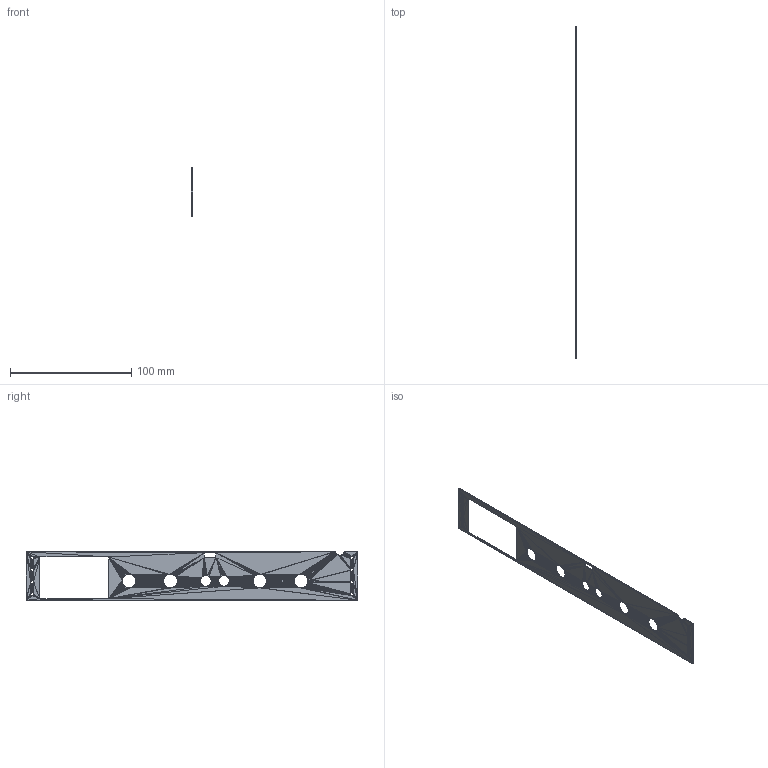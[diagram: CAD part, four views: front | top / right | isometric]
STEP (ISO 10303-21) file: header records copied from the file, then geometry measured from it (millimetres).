
FILE_DESCRIPTION(('CAx-IF Rec.Pracs.---Model Styling and Organization---1.5---2016-08-15','CAx-IF Rec.Pracs.---Geometric and Assembly Validation Properties---4.4---2016-08-17', 'CAx-IF Rec.Pracs.---User Defined Attributes---1.5---2016-08-15', 'CAx-IF Rec.Pracs.---External References---2.1---2005-01-19'),'2;1' );
FILE_NAME('back2.stp','2018-09-07T00:49:43',('Unspecified'),( 'Unspecified'),'CAD Exchanger 3.5.0 (cadexchanger.com)', 'Unspecified','');
FILE_SCHEMA(('AUTOMOTIVE_DESIGN { 1 0 10303 214 1 1 1 1 }'));
Length unit declared in the file: millimetre
Bounding box: 1.02 x 273.66 x 40 mm (x, y, z)
Surface area: 17887.1 mm2 (no closed solid volume)
Topology: 0 solids, 4152 shells, 4152 faces, 12456 edges, 12456 vertices
Faces by surface type: plane 4152
Entity records: 45686 total; most frequent: CARTESIAN_POINT 16608, DIRECTION 8304, FACE_SURFACE 4152, PLANE 4152, AXIS2_PLACEMENT_3D 4152, FACE_OUTER_BOUND 4152, POLY_LOOP 4152, APPLICATION_PROTOCOL_DEFINITION 1
